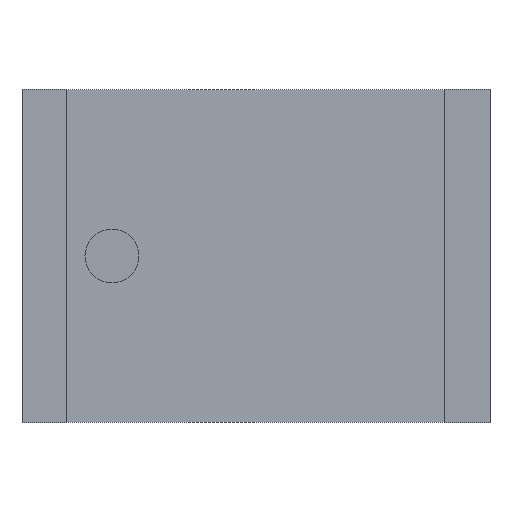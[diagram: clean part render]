
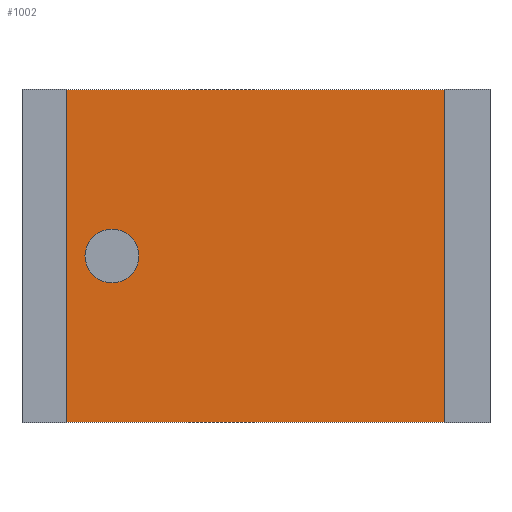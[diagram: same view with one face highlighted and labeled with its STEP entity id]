
A CAD part, front view. The second image highlights one B-rep face of the part: STEP entity #1002.
In plain terms, the highlighted planar face has unit normal (0, -1, 0).
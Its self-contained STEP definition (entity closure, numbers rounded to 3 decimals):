
#21=CIRCLE('',#1049,0.3);
#33=ORIENTED_EDGE('',*,*,#233,.F.);
#34=ORIENTED_EDGE('',*,*,#234,.F.);
#35=ORIENTED_EDGE('',*,*,#235,.T.);
#36=ORIENTED_EDGE('',*,*,#236,.T.);
#37=ORIENTED_EDGE('',*,*,#237,.T.);
#233=EDGE_CURVE('',#333,#333,#21,.T.);
#234=EDGE_CURVE('',#334,#335,#397,.T.);
#235=EDGE_CURVE('',#334,#336,#398,.T.);
#236=EDGE_CURVE('',#336,#337,#399,.T.);
#237=EDGE_CURVE('',#337,#335,#400,.T.);
#333=VERTEX_POINT('',#1300);
#334=VERTEX_POINT('',#1302);
#335=VERTEX_POINT('',#1303);
#336=VERTEX_POINT('',#1305);
#337=VERTEX_POINT('',#1307);
#397=LINE('',#1301,#495);
#398=LINE('',#1304,#496);
#399=LINE('',#1306,#497);
#400=LINE('',#1308,#498);
#495=VECTOR('',#1108,1000.);
#496=VECTOR('',#1109,1000.);
#497=VECTOR('',#1110,1000.);
#498=VECTOR('',#1111,1000.);
#585=EDGE_LOOP('',(#33));
#586=EDGE_LOOP('',(#34,#35,#36,#37));
#629=FACE_BOUND('',#585,.T.);
#630=FACE_BOUND('',#586,.T.);
#672=PLANE('',#1048);
#1002=ADVANCED_FACE('',(#629,#630),#672,.T.);
#1048=AXIS2_PLACEMENT_3D('',#1298,#1104,#1105);
#1049=AXIS2_PLACEMENT_3D('',#1299,#1106,#1107);
#1104=DIRECTION('',(0.,-1.,0.));
#1105=DIRECTION('',(0.,0.,-1.));
#1106=DIRECTION('',(0.,-1.,0.));
#1107=DIRECTION('',(1.,0.,0.));
#1108=DIRECTION('',(0.,0.,1.));
#1109=DIRECTION('',(1.,0.,0.));
#1110=DIRECTION('',(0.,0.,1.));
#1111=DIRECTION('',(-1.,0.,0.));
#1298=CARTESIAN_POINT('',(-2.1,-0.3,-1.85));
#1299=CARTESIAN_POINT('',(-1.6,-0.3,0.));
#1300=CARTESIAN_POINT('',(-1.3,-0.3,0.));
#1301=CARTESIAN_POINT('',(-2.1,-0.3,-1.85));
#1302=CARTESIAN_POINT('',(-2.1,-0.3,-1.845));
#1303=CARTESIAN_POINT('',(-2.1,-0.3,1.845));
#1304=CARTESIAN_POINT('',(-2.55,-0.3,-1.845));
#1305=CARTESIAN_POINT('',(2.1,-0.3,-1.845));
#1306=CARTESIAN_POINT('',(2.1,-0.3,-1.85));
#1307=CARTESIAN_POINT('',(2.1,-0.3,1.845));
#1308=CARTESIAN_POINT('',(2.55,-0.3,1.845));
